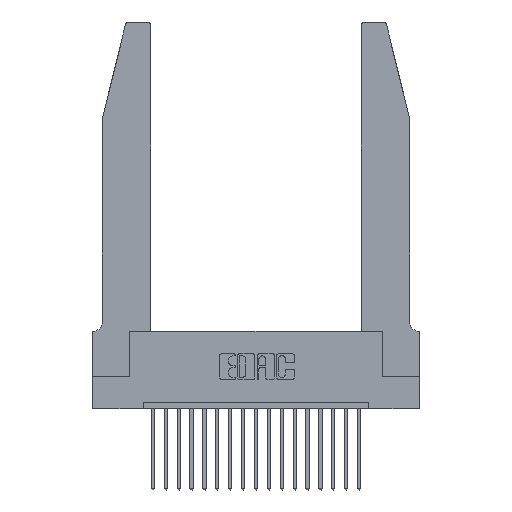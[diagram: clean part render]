
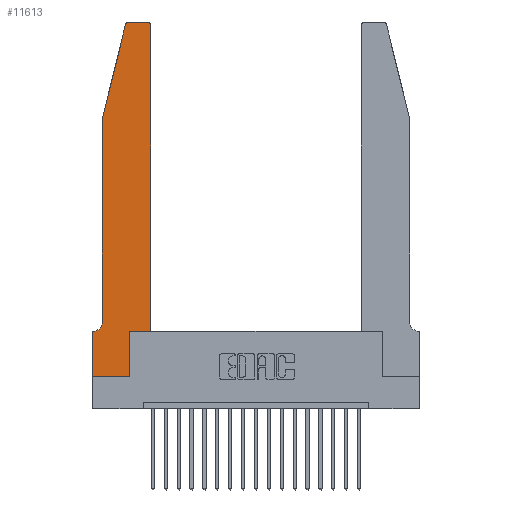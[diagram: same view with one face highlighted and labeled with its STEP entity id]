
A CAD part, top view. The second image highlights one B-rep face of the part: STEP entity #11613.
In plain terms, the highlighted planar face has unit normal (0, 0, 1).
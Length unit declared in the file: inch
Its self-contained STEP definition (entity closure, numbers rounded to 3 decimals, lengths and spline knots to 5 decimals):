
#69 = CARTESIAN_POINT ( 'NONE',  ( 0.0055, 0.35, 0.37 ) ) ;
#111 = LINE ( 'NONE', #10172, #3694 ) ;
#492 = CARTESIAN_POINT ( 'NONE',  ( 0.4505, 0.35, 0.37 ) ) ;
#932 = VECTOR ( 'NONE', #4076, 39.37008 ) ;
#1004 = DIRECTION ( 'NONE',  ( 0., 0., 1. ) ) ;
#1253 = VERTEX_POINT ( 'NONE', #2872 ) ;
#1255 = ORIENTED_EDGE ( 'NONE', *, *, #15969, .T. ) ;
#1507 = CARTESIAN_POINT ( 'NONE',  ( 0.4205, 2.75, 0.37 ) ) ;
#1522 = CARTESIAN_POINT ( 'NONE',  ( 0.0055, 0.42, 0.37 ) ) ;
#1642 = VECTOR ( 'NONE', #19317, 39.37008 ) ;
#1873 = VERTEX_POINT ( 'NONE', #69 ) ;
#2026 = CARTESIAN_POINT ( 'NONE',  ( 0.2605, 2.75, 0.37 ) ) ;
#2152 = DIRECTION ( 'NONE',  ( -1., 0., 0. ) ) ;
#2539 = DIRECTION ( 'NONE',  ( 1., 0., 0. ) ) ;
#2598 = LINE ( 'NONE', #2026, #16527 ) ;
#2819 = EDGE_CURVE ( 'NONE', #17441, #19487, #13117, .T. ) ;
#2872 = CARTESIAN_POINT ( 'NONE',  ( 0.284, 2.75, 0.37 ) ) ;
#3159 = DIRECTION ( 'NONE',  ( -1., 0., 0. ) ) ;
#3228 = CARTESIAN_POINT ( 'NONE',  ( 0.2865, 0.35, 0.37 ) ) ;
#3333 = VECTOR ( 'NONE', #20666, 39.37008 ) ;
#3694 = VECTOR ( 'NONE', #2152, 39.37008 ) ;
#3927 = CIRCLE ( 'NONE', #13253, 0.03 ) ;
#4076 = DIRECTION ( 'NONE',  ( 0., -1., 0. ) ) ;
#4277 = EDGE_CURVE ( 'NONE', #14851, #18845, #15857, .T. ) ;
#4574 = LINE ( 'NONE', #12738, #3333 ) ;
#5005 = CARTESIAN_POINT ( 'NONE',  ( 0.4505, 0.35, 0.37 ) ) ;
#5081 = EDGE_CURVE ( 'NONE', #1873, #19610, #111, .T. ) ;
#5210 = CIRCLE ( 'NONE', #14729, 0.07 ) ;
#5263 = CARTESIAN_POINT ( 'NONE',  ( 0.2865, 0., 0.37 ) ) ;
#5340 = CARTESIAN_POINT ( 'NONE',  ( 0., 0.35, 0.37 ) ) ;
#5379 = VERTEX_POINT ( 'NONE', #1507 ) ;
#5674 = LINE ( 'NONE', #16363, #1642 ) ;
#5930 = EDGE_CURVE ( 'NONE', #6647, #12186, #18570, .T. ) ;
#5966 = CARTESIAN_POINT ( 'NONE',  ( 0.4505, 0.35, 0.37 ) ) ;
#6647 = VERTEX_POINT ( 'NONE', #5966 ) ;
#6660 = ORIENTED_EDGE ( 'NONE', *, *, #15354, .T. ) ;
#7051 = ORIENTED_EDGE ( 'NONE', *, *, #16888, .T. ) ;
#7198 = CARTESIAN_POINT ( 'NONE',  ( 0.25487, 2.72718, 0.37 ) ) ;
#7426 = EDGE_CURVE ( 'NONE', #16285, #14851, #16733, .T. ) ;
#8363 = VECTOR ( 'NONE', #2539, 39.37008 ) ;
#8844 = VECTOR ( 'NONE', #13433, 39.37008 ) ;
#9705 = EDGE_CURVE ( 'NONE', #12186, #5379, #18234, .T. ) ;
#9847 = ORIENTED_EDGE ( 'NONE', *, *, #16004, .T. ) ;
#10172 = CARTESIAN_POINT ( 'NONE',  ( 0.0755, 0.35, 0.37 ) ) ;
#10247 = AXIS2_PLACEMENT_3D ( 'NONE', #10717, #1004, #14171 ) ;
#10269 = FACE_OUTER_BOUND ( 'NONE', #14983, .T. ) ;
#10717 = CARTESIAN_POINT ( 'NONE',  ( 0., 0.35, 0.37 ) ) ;
#11236 = CARTESIAN_POINT ( 'NONE',  ( 0.2865, 0.35, 0.37 ) ) ;
#11453 = DIRECTION ( 'NONE',  ( 0., 0., -1. ) ) ;
#11613 = ADVANCED_FACE ( 'NONE', ( #10269 ), #12562, .T. ) ;
#11896 = VERTEX_POINT ( 'NONE', #7198 ) ;
#12186 = VERTEX_POINT ( 'NONE', #20862 ) ;
#12233 = ORIENTED_EDGE ( 'NONE', *, *, #5081, .T. ) ;
#12320 = VECTOR ( 'NONE', #16448, 39.37008 ) ;
#12562 = PLANE ( 'NONE',  #10247 ) ;
#12738 = CARTESIAN_POINT ( 'NONE',  ( 0., 0., 0.37 ) ) ;
#13117 = LINE ( 'NONE', #15237, #932 ) ;
#13124 = ORIENTED_EDGE ( 'NONE', *, *, #18455, .T. ) ;
#13195 = ORIENTED_EDGE ( 'NONE', *, *, #5930, .T. ) ;
#13253 = AXIS2_PLACEMENT_3D ( 'NONE', #16297, #17700, #14727 ) ;
#13433 = DIRECTION ( 'NONE',  ( 1., 0., 0. ) ) ;
#14171 = DIRECTION ( 'NONE',  ( 1., 0., 0. ) ) ;
#14491 = CARTESIAN_POINT ( 'NONE',  ( 0.0755, 0.42, 0.37 ) ) ;
#14690 = LINE ( 'NONE', #5005, #8844 ) ;
#14727 = DIRECTION ( 'NONE',  ( 1., 0., 0. ) ) ;
#14729 = AXIS2_PLACEMENT_3D ( 'NONE', #1522, #11453, #3159 ) ;
#14851 = VERTEX_POINT ( 'NONE', #5263 ) ;
#14983 = EDGE_LOOP ( 'NONE', ( #7051, #1255, #9847, #18193, #6660, #12233, #13124, #20290, #16884, #15516, #13195, #15886 ) ) ;
#15193 = DIRECTION ( 'NONE',  ( 0., 1., 0. ) ) ;
#15237 = CARTESIAN_POINT ( 'NONE',  ( 0.0755, 2., 0.37 ) ) ;
#15339 = CARTESIAN_POINT ( 'NONE',  ( 0., 0., 0.37 ) ) ;
#15354 = EDGE_CURVE ( 'NONE', #19487, #1873, #5210, .T. ) ;
#15516 = ORIENTED_EDGE ( 'NONE', *, *, #19594, .T. ) ;
#15857 = LINE ( 'NONE', #11236, #12320 ) ;
#15886 = ORIENTED_EDGE ( 'NONE', *, *, #9705, .T. ) ;
#15969 = EDGE_CURVE ( 'NONE', #1253, #11896, #3927, .T. ) ;
#16004 = EDGE_CURVE ( 'NONE', #11896, #17441, #5674, .T. ) ;
#16285 = VERTEX_POINT ( 'NONE', #15339 ) ;
#16297 = CARTESIAN_POINT ( 'NONE',  ( 0.284, 2.72, 0.37 ) ) ;
#16363 = CARTESIAN_POINT ( 'NONE',  ( 0.0755, 2., 0.37 ) ) ;
#16448 = DIRECTION ( 'NONE',  ( 0., 1., 0. ) ) ;
#16470 = DIRECTION ( 'NONE',  ( -1., 0., 0. ) ) ;
#16527 = VECTOR ( 'NONE', #16470, 39.37008 ) ;
#16733 = LINE ( 'NONE', #18920, #8363 ) ;
#16884 = ORIENTED_EDGE ( 'NONE', *, *, #4277, .T. ) ;
#16888 = EDGE_CURVE ( 'NONE', #5379, #1253, #2598, .T. ) ;
#17209 = CARTESIAN_POINT ( 'NONE',  ( 0.4205, 2.72, 0.37 ) ) ;
#17441 = VERTEX_POINT ( 'NONE', #18206 ) ;
#17700 = DIRECTION ( 'NONE',  ( 0., 0., 1. ) ) ;
#18193 = ORIENTED_EDGE ( 'NONE', *, *, #2819, .T. ) ;
#18206 = CARTESIAN_POINT ( 'NONE',  ( 0.0755, 2., 0.37 ) ) ;
#18234 = CIRCLE ( 'NONE', #20737, 0.03 ) ;
#18455 = EDGE_CURVE ( 'NONE', #19610, #16285, #4574, .T. ) ;
#18570 = LINE ( 'NONE', #492, #19579 ) ;
#18816 = DIRECTION ( 'NONE',  ( 0., 0., 1. ) ) ;
#18845 = VERTEX_POINT ( 'NONE', #3228 ) ;
#18920 = CARTESIAN_POINT ( 'NONE',  ( 0., 0., 0.37 ) ) ;
#19317 = DIRECTION ( 'NONE',  ( -0.239, -0.971, 0. ) ) ;
#19487 = VERTEX_POINT ( 'NONE', #14491 ) ;
#19579 = VECTOR ( 'NONE', #15193, 39.37008 ) ;
#19594 = EDGE_CURVE ( 'NONE', #18845, #6647, #14690, .T. ) ;
#19610 = VERTEX_POINT ( 'NONE', #5340 ) ;
#20290 = ORIENTED_EDGE ( 'NONE', *, *, #7426, .T. ) ;
#20337 = DIRECTION ( 'NONE',  ( 1., 0., 0. ) ) ;
#20666 = DIRECTION ( 'NONE',  ( 0., -1., 0. ) ) ;
#20737 = AXIS2_PLACEMENT_3D ( 'NONE', #17209, #18816, #20337 ) ;
#20862 = CARTESIAN_POINT ( 'NONE',  ( 0.4505, 2.72, 0.37 ) ) ;
